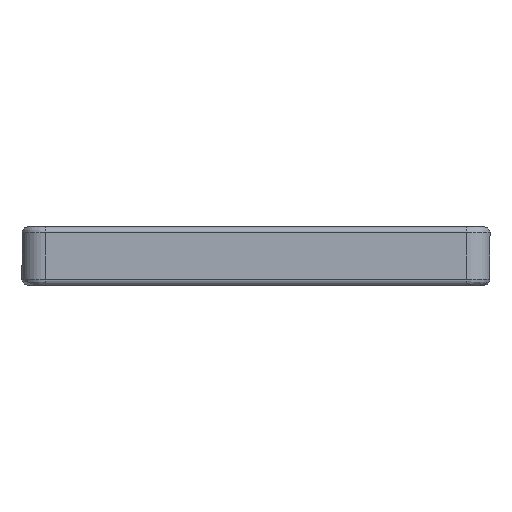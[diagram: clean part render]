
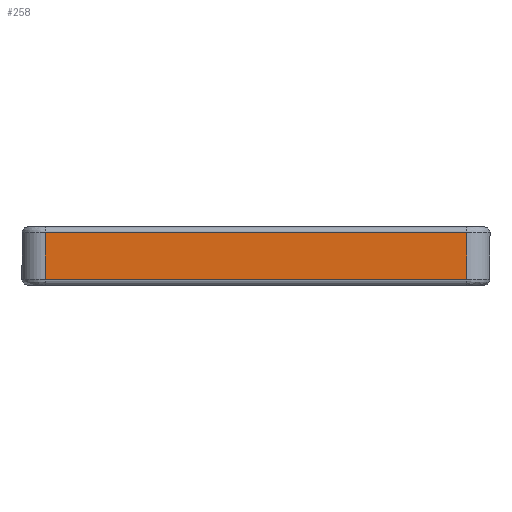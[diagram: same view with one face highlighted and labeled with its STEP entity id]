
A CAD part, left-side view. The second image highlights one B-rep face of the part: STEP entity #258.
In plain terms, the highlighted planar face has unit normal (-1, 0, 0).
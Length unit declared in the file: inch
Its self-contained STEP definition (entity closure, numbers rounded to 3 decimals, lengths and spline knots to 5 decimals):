
#42 = ORIENTED_EDGE ( 'NONE', *, *, #1607, .F. ) ;
#69 = DIRECTION ( 'NONE',  ( 0., 0., 1. ) ) ;
#197 = AXIS2_PLACEMENT_3D ( 'NONE', #1306, #1484, #69 ) ;
#258 = ADVANCED_FACE ( 'NONE', ( #1437 ), #1664, .T. ) ;
#310 = VECTOR ( 'NONE', #2179, 39.37008 ) ;
#370 = VERTEX_POINT ( 'NONE', #808 ) ;
#520 = DIRECTION ( 'NONE',  ( 0., 0., -1. ) ) ;
#530 = ORIENTED_EDGE ( 'NONE', *, *, #2128, .T. ) ;
#541 = EDGE_LOOP ( 'NONE', ( #972, #1946, #42, #530 ) ) ;
#680 = LINE ( 'NONE', #1809, #310 ) ;
#711 = CARTESIAN_POINT ( 'NONE',  ( -9.27165, -0.7874, -0.07874 ) ) ;
#722 = CARTESIAN_POINT ( 'NONE',  ( -9.27165, -0.70866, -0.07874 ) ) ;
#808 = CARTESIAN_POINT ( 'NONE',  ( -9.27165, 0.70866, 0.07874 ) ) ;
#824 = VERTEX_POINT ( 'NONE', #722 ) ;
#905 = LINE ( 'NONE', #922, #1161 ) ;
#922 = CARTESIAN_POINT ( 'NONE',  ( -9.27165, 0.70866, 0. ) ) ;
#972 = ORIENTED_EDGE ( 'NONE', *, *, #2100, .T. ) ;
#974 = VERTEX_POINT ( 'NONE', #1336 ) ;
#1085 = CARTESIAN_POINT ( 'NONE',  ( -9.27165, -0.70866, 0. ) ) ;
#1161 = VECTOR ( 'NONE', #2176, 39.37008 ) ;
#1245 = EDGE_CURVE ( 'NONE', #1839, #824, #1517, .T. ) ;
#1306 = CARTESIAN_POINT ( 'NONE',  ( -9.27165, -0.7874, 0. ) ) ;
#1336 = CARTESIAN_POINT ( 'NONE',  ( -9.27165, 0.70866, -0.07874 ) ) ;
#1437 = FACE_OUTER_BOUND ( 'NONE', #541, .T. ) ;
#1484 = DIRECTION ( 'NONE',  ( -1., 0., 0. ) ) ;
#1517 = LINE ( 'NONE', #1085, #1878 ) ;
#1558 = LINE ( 'NONE', #711, #2134 ) ;
#1601 = DIRECTION ( 'NONE',  ( 0., -1., 0. ) ) ;
#1607 = EDGE_CURVE ( 'NONE', #370, #1839, #680, .T. ) ;
#1664 = PLANE ( 'NONE',  #197 ) ;
#1809 = CARTESIAN_POINT ( 'NONE',  ( -9.27165, -0.3937, 0.07874 ) ) ;
#1839 = VERTEX_POINT ( 'NONE', #2242 ) ;
#1878 = VECTOR ( 'NONE', #520, 39.37008 ) ;
#1946 = ORIENTED_EDGE ( 'NONE', *, *, #1245, .F. ) ;
#2100 = EDGE_CURVE ( 'NONE', #974, #824, #1558, .T. ) ;
#2128 = EDGE_CURVE ( 'NONE', #370, #974, #905, .T. ) ;
#2134 = VECTOR ( 'NONE', #1601, 39.37008 ) ;
#2176 = DIRECTION ( 'NONE',  ( 0., 0., -1. ) ) ;
#2179 = DIRECTION ( 'NONE',  ( 0., -1., 0. ) ) ;
#2242 = CARTESIAN_POINT ( 'NONE',  ( -9.27165, -0.70866, 0.07874 ) ) ;
